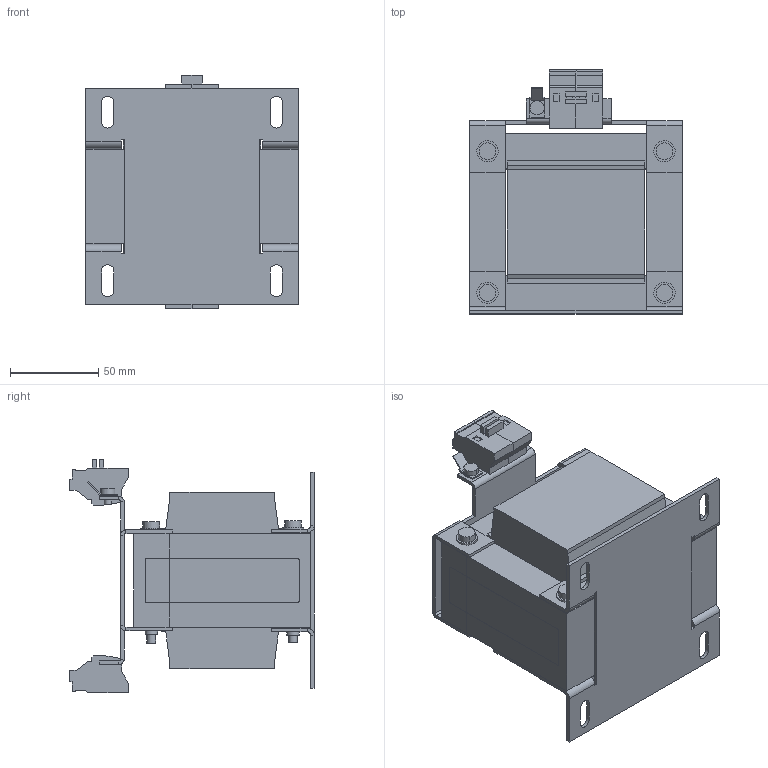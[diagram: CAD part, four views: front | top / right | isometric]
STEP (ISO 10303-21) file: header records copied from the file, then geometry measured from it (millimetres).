
FILE_DESCRIPTION (( 'STEP AP214' ), '1' );
FILE_NAME ('764160.STEP', '2023-08-22T06:48:55', ( '' ), ( '' ), 'SwSTEP 2.0', 'SolidWorks 2018', '' );
FILE_SCHEMA (( 'AUTOMOTIVE_DESIGN' ));
Length unit declared in the file: millimetre
Products named in the file (1): 764160
Bounding box: 120.1 x 138.05 x 132 mm (x, y, z)
Volume: 936574 mm3; surface area: 141444.7 mm2
Topology: 1 solids, 2 shells, 475 faces, 1193 edges, 742 vertices
Faces by surface type: plane 363, cylinder 112
Entity records: 14031 total; most frequent: CARTESIAN_POINT 2411, ORIENTED_EDGE 2386, DIRECTION 2377, EDGE_CURVE 1193, LINE 961, VECTOR 961, VERTEX_POINT 742, AXIS2_PLACEMENT_3D 708
